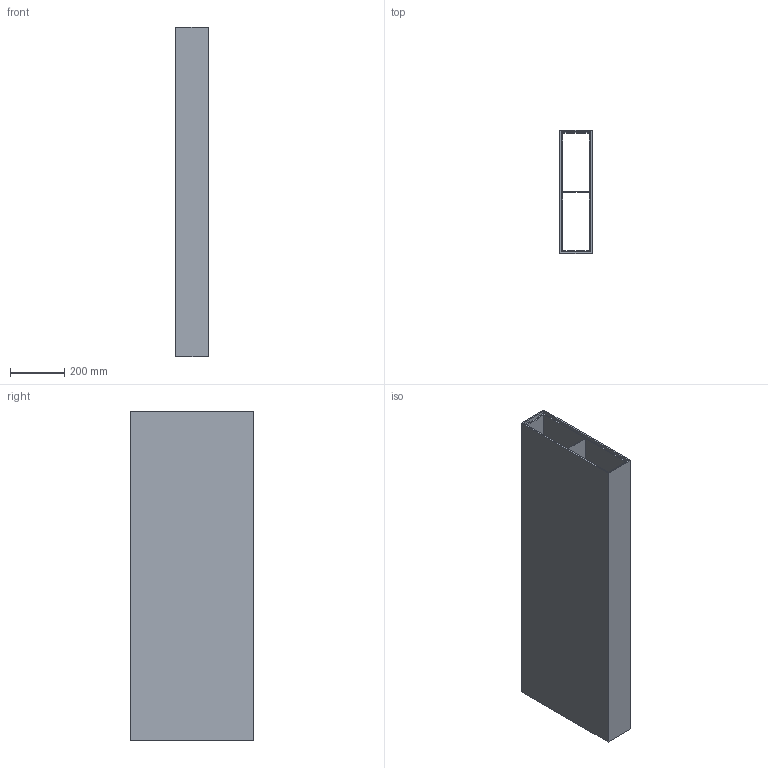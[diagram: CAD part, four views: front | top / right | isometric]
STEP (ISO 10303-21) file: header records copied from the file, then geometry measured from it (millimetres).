
FILE_DESCRIPTION(('STEP AP214'),'1');
FILE_NAME('solid4.stp','2017-09-11T13:50:51',(' '),(' '),'Spatial InterOp 3D',' ',' ');
FILE_SCHEMA(('AUTOMOTIVE_DESIGN { 1 0 10303 214 1 1 1 1 }'));
Length unit declared in the file: millimetre
Products named in the file (1): Solid
Bounding box: 118.2 x 453.1 x 1212 mm (x, y, z)
Volume: 13427583.6 mm3; surface area: 2926581.8 mm2
Topology: 1 solids, 1 shells, 36 faces, 108 edges, 72 vertices
Faces by surface type: plane 36
Entity records: 2053 total; most frequent: CARTESIAN_POINT 217, ORIENTED_EDGE 216, DIRECTION 182, STYLED_ITEM 145, PRESENTATION_STYLE_ASSIGNMENT 145, COLOUR_RGB 145, EDGE_CURVE 108, CURVE_STYLE 108
